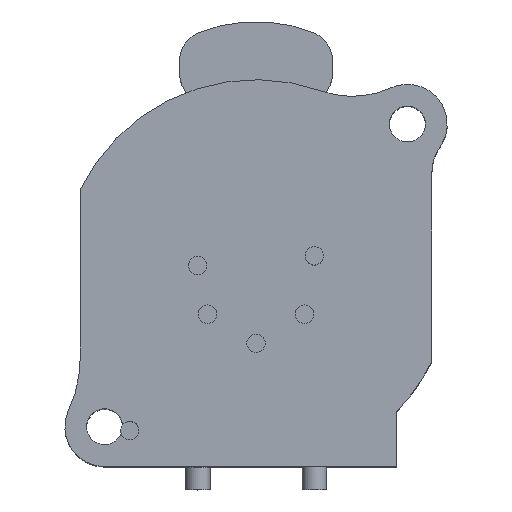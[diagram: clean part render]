
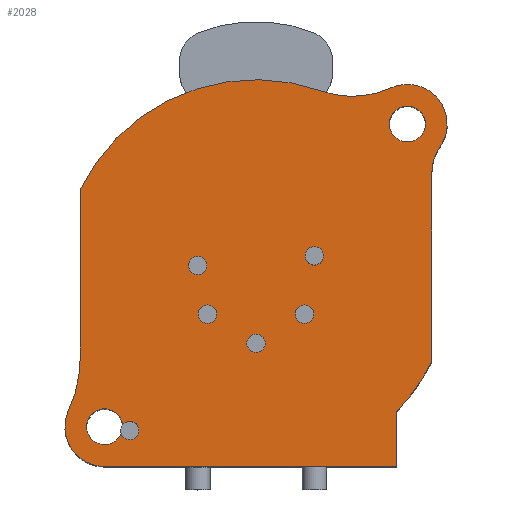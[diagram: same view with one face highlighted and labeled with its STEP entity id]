
A CAD part, top view. The second image highlights one B-rep face of the part: STEP entity #2028.
In plain terms, the highlighted planar face has unit normal (0, 0, 1).
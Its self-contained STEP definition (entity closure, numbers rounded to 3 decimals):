
#364=CARTESIAN_POINT('',(9.9,9.9,24.));
#365=DIRECTION('',(0.,0.,-1.));
#366=DIRECTION('',(1.,0.,0.));
#367=AXIS2_PLACEMENT_3D('',#364,#365,#366);
#372=CARTESIAN_POINT('',(9.9,9.9,24.));
#373=DIRECTION('',(0.,0.,-1.));
#374=DIRECTION('',(-1.,0.,0.));
#375=AXIS2_PLACEMENT_3D('',#372,#373,#374);
#380=DIRECTION('',(0.,-1.,0.));
#381=VECTOR('',#380,11.026);
#382=CARTESIAN_POINT('',(-11.5,5.62,24.));
#383=LINE('',#382,#381);
#387=CARTESIAN_POINT('',(0.,0.,24.));
#388=DIRECTION('',(0.,0.,1.));
#389=DIRECTION('',(0.335,0.942,0.));
#390=AXIS2_PLACEMENT_3D('',#387,#388,#389);
#395=CARTESIAN_POINT('',(6.303,17.712,24.));
#396=DIRECTION('',(0.,0.,-1.));
#397=DIRECTION('',(0.418,-0.908,0.));
#398=AXIS2_PLACEMENT_3D('',#395,#396,#397);
#403=CARTESIAN_POINT('',(9.9,9.9,24.));
#404=DIRECTION('',(0.,0.,1.));
#405=DIRECTION('',(0.821,-0.57,0.));
#406=AXIS2_PLACEMENT_3D('',#403,#404,#405);
#411=CARTESIAN_POINT('',(14.5,6.706,24.));
#412=DIRECTION('',(0.,0.,-1.));
#413=DIRECTION('',(-1.,0.,0.));
#414=AXIS2_PLACEMENT_3D('',#411,#412,#413);
#419=DIRECTION('',(0.,1.,0.));
#420=VECTOR('',#419,12.327);
#421=CARTESIAN_POINT('',(11.5,-5.62,24.));
#422=LINE('',#421,#420);
#426=CARTESIAN_POINT('',(0.,0.,24.));
#427=DIRECTION('',(0.,0.,1.));
#428=DIRECTION('',(0.719,-0.695,0.));
#429=AXIS2_PLACEMENT_3D('',#426,#427,#428);
#434=DIRECTION('',(0.,1.,0.));
#435=VECTOR('',#434,3.601);
#436=CARTESIAN_POINT('',(9.2,-12.5,24.));
#437=LINE('',#436,#435);
#441=DIRECTION('',(1.,0.,0.));
#442=VECTOR('',#441,19.1);
#443=CARTESIAN_POINT('',(-9.9,-12.5,24.));
#444=LINE('',#443,#442);
#448=CARTESIAN_POINT('',(-9.9,-9.9,24.));
#449=DIRECTION('',(0.,0.,1.));
#450=DIRECTION('',(-0.906,0.424,0.));
#451=AXIS2_PLACEMENT_3D('',#448,#449,#450);
#456=CARTESIAN_POINT('',(-19.5,-5.406,24.));
#457=DIRECTION('',(0.,0.,-1.));
#458=DIRECTION('',(1.,0.,0.));
#459=AXIS2_PLACEMENT_3D('',#456,#457,#458);
#464=CARTESIAN_POINT('',(-8.255,-10.16,24.));
#465=DIRECTION('',(0.,0.,-1.));
#466=DIRECTION('',(-0.791,0.611,0.));
#467=AXIS2_PLACEMENT_3D('',#464,#465,#466);
#472=CARTESIAN_POINT('',(-9.9,-9.9,24.));
#473=DIRECTION('',(0.,0.,-1.));
#474=DIRECTION('',(-1.,0.,0.));
#475=AXIS2_PLACEMENT_3D('',#472,#473,#474);
#480=CARTESIAN_POINT('',(-9.9,-9.9,24.));
#481=DIRECTION('',(0.,0.,-1.));
#482=DIRECTION('',(0.919,-0.394,0.));
#483=AXIS2_PLACEMENT_3D('',#480,#481,#482);
#488=CARTESIAN_POINT('',(-8.255,-10.16,24.));
#489=DIRECTION('',(0.,0.,-1.));
#490=DIRECTION('',(1.,0.,0.));
#491=AXIS2_PLACEMENT_3D('',#488,#489,#490);
#496=CARTESIAN_POINT('',(3.175,-2.54,24.));
#497=DIRECTION('',(0.,0.,-1.));
#498=DIRECTION('',(-1.,0.,0.));
#499=AXIS2_PLACEMENT_3D('',#496,#497,#498);
#504=CARTESIAN_POINT('',(3.175,-2.54,24.));
#505=DIRECTION('',(0.,0.,-1.));
#506=DIRECTION('',(1.,0.,0.));
#507=AXIS2_PLACEMENT_3D('',#504,#505,#506);
#512=CARTESIAN_POINT('',(0.,-4.445,24.));
#513=DIRECTION('',(0.,0.,-1.));
#514=DIRECTION('',(-1.,0.,0.));
#515=AXIS2_PLACEMENT_3D('',#512,#513,#514);
#520=CARTESIAN_POINT('',(0.,-4.445,24.));
#521=DIRECTION('',(0.,0.,-1.));
#522=DIRECTION('',(1.,0.,0.));
#523=AXIS2_PLACEMENT_3D('',#520,#521,#522);
#528=CARTESIAN_POINT('',(3.81,1.27,24.));
#529=DIRECTION('',(0.,0.,-1.));
#530=DIRECTION('',(-1.,0.,0.));
#531=AXIS2_PLACEMENT_3D('',#528,#529,#530);
#536=CARTESIAN_POINT('',(3.81,1.27,24.));
#537=DIRECTION('',(0.,0.,-1.));
#538=DIRECTION('',(1.,0.,0.));
#539=AXIS2_PLACEMENT_3D('',#536,#537,#538);
#544=CARTESIAN_POINT('',(-3.175,-2.54,24.));
#545=DIRECTION('',(0.,0.,-1.));
#546=DIRECTION('',(-1.,0.,0.));
#547=AXIS2_PLACEMENT_3D('',#544,#545,#546);
#552=CARTESIAN_POINT('',(-3.175,-2.54,24.));
#553=DIRECTION('',(0.,0.,-1.));
#554=DIRECTION('',(1.,0.,0.));
#555=AXIS2_PLACEMENT_3D('',#552,#553,#554);
#560=CARTESIAN_POINT('',(-3.81,0.635,24.));
#561=DIRECTION('',(0.,0.,-1.));
#562=DIRECTION('',(-1.,0.,0.));
#563=AXIS2_PLACEMENT_3D('',#560,#561,#562);
#568=CARTESIAN_POINT('',(-3.81,0.635,24.));
#569=DIRECTION('',(0.,0.,-1.));
#570=DIRECTION('',(1.,0.,0.));
#571=AXIS2_PLACEMENT_3D('',#568,#569,#570);
#1653=CARTESIAN_POINT('',(-11.5,5.62,24.));
#1654=CARTESIAN_POINT('',(-11.5,-5.406,24.));
#1655=VERTEX_POINT('',#1653);
#1656=VERTEX_POINT('',#1654);
#1657=CARTESIAN_POINT('',(-12.255,-8.798,24.));
#1658=CARTESIAN_POINT('',(-9.9,-12.5,24.));
#1659=VERTEX_POINT('',#1657);
#1660=VERTEX_POINT('',#1658);
#1661=CARTESIAN_POINT('',(9.2,-12.5,24.));
#1662=VERTEX_POINT('',#1661);
#1663=CARTESIAN_POINT('',(9.2,-8.899,24.));
#1664=VERTEX_POINT('',#1663);
#1665=CARTESIAN_POINT('',(11.5,-5.62,24.));
#1666=CARTESIAN_POINT('',(11.5,6.706,24.));
#1667=VERTEX_POINT('',#1665);
#1668=VERTEX_POINT('',#1666);
#1669=CARTESIAN_POINT('',(12.036,8.417,24.));
#1670=CARTESIAN_POINT('',(8.813,12.262,24.));
#1671=VERTEX_POINT('',#1669);
#1672=VERTEX_POINT('',#1670);
#1673=CARTESIAN_POINT('',(4.292,12.059,24.));
#1674=VERTEX_POINT('',#1673);
#1683=CARTESIAN_POINT('',(11.075,9.9,24.));
#1684=CARTESIAN_POINT('',(8.725,9.9,24.));
#1685=VERTEX_POINT('',#1683);
#1686=VERTEX_POINT('',#1684);
#1687=CARTESIAN_POINT('',(-11.075,-9.9,24.));
#1688=VERTEX_POINT('',#1687);
#1727=CARTESIAN_POINT('',(-7.655,-10.16,24.));
#1728=VERTEX_POINT('',#1727);
#1729=CARTESIAN_POINT('',(2.575,-2.54,24.));
#1730=VERTEX_POINT('',#1729);
#1731=CARTESIAN_POINT('',(3.775,-2.54,24.));
#1732=VERTEX_POINT('',#1731);
#1733=CARTESIAN_POINT('',(-0.6,-4.445,24.));
#1734=VERTEX_POINT('',#1733);
#1735=CARTESIAN_POINT('',(0.6,-4.445,24.));
#1736=VERTEX_POINT('',#1735);
#1863=CARTESIAN_POINT('',(-8.73,-9.793,24.));
#1864=VERTEX_POINT('',#1863);
#1865=CARTESIAN_POINT('',(-8.82,-10.362,24.));
#1866=VERTEX_POINT('',#1865);
#1867=CARTESIAN_POINT('',(3.21,1.27,24.));
#1868=CARTESIAN_POINT('',(4.41,1.27,24.));
#1869=VERTEX_POINT('',#1867);
#1870=VERTEX_POINT('',#1868);
#1871=CARTESIAN_POINT('',(-3.775,-2.54,24.));
#1872=CARTESIAN_POINT('',(-2.575,-2.54,24.));
#1873=VERTEX_POINT('',#1871);
#1874=VERTEX_POINT('',#1872);
#1875=CARTESIAN_POINT('',(-4.41,0.635,24.));
#1876=CARTESIAN_POINT('',(-3.21,0.635,24.));
#1877=VERTEX_POINT('',#1875);
#1878=VERTEX_POINT('',#1876);
#1955=CARTESIAN_POINT('',(0.,0.,24.));
#1956=DIRECTION('',(0.,0.,1.));
#1957=DIRECTION('',(1.,0.,0.));
#1958=AXIS2_PLACEMENT_3D('',#1955,#1956,#1957);
#1959=PLANE('',#1958);
#1961=ORIENTED_EDGE('',*,*,#1960,.F.);
#1963=ORIENTED_EDGE('',*,*,#1962,.F.);
#1965=ORIENTED_EDGE('',*,*,#1964,.F.);
#1967=ORIENTED_EDGE('',*,*,#1966,.F.);
#1969=ORIENTED_EDGE('',*,*,#1968,.F.);
#1971=ORIENTED_EDGE('',*,*,#1970,.F.);
#1973=ORIENTED_EDGE('',*,*,#1972,.F.);
#1975=ORIENTED_EDGE('',*,*,#1974,.F.);
#1977=ORIENTED_EDGE('',*,*,#1976,.F.);
#1979=ORIENTED_EDGE('',*,*,#1978,.F.);
#1981=ORIENTED_EDGE('',*,*,#1980,.F.);
#1982=EDGE_LOOP('',(#1961,#1963,#1965,#1967,#1969,#1971,#1973,#1975,#1977,#1979,
#1981));
#1983=FACE_OUTER_BOUND('',#1982,.F.);
#1984=ORIENTED_EDGE('',*,*,#1935,.F.);
#1985=ORIENTED_EDGE('',*,*,#1949,.F.);
#1986=EDGE_LOOP('',(#1984,#1985));
#1987=FACE_BOUND('',#1986,.F.);
#1989=ORIENTED_EDGE('',*,*,#1988,.F.);
#1991=ORIENTED_EDGE('',*,*,#1990,.F.);
#1993=ORIENTED_EDGE('',*,*,#1992,.F.);
#1995=ORIENTED_EDGE('',*,*,#1994,.F.);
#1996=EDGE_LOOP('',(#1989,#1991,#1993,#1995));
#1997=FACE_BOUND('',#1996,.F.);
#1999=ORIENTED_EDGE('',*,*,#1998,.F.);
#2001=ORIENTED_EDGE('',*,*,#2000,.F.);
#2002=EDGE_LOOP('',(#1999,#2001));
#2003=FACE_BOUND('',#2002,.F.);
#2005=ORIENTED_EDGE('',*,*,#2004,.F.);
#2007=ORIENTED_EDGE('',*,*,#2006,.F.);
#2008=EDGE_LOOP('',(#2005,#2007));
#2009=FACE_BOUND('',#2008,.F.);
#2011=ORIENTED_EDGE('',*,*,#2010,.F.);
#2013=ORIENTED_EDGE('',*,*,#2012,.F.);
#2014=EDGE_LOOP('',(#2011,#2013));
#2015=FACE_BOUND('',#2014,.F.);
#2017=ORIENTED_EDGE('',*,*,#2016,.F.);
#2019=ORIENTED_EDGE('',*,*,#2018,.F.);
#2020=EDGE_LOOP('',(#2017,#2019));
#2021=FACE_BOUND('',#2020,.F.);
#2023=ORIENTED_EDGE('',*,*,#2022,.F.);
#2025=ORIENTED_EDGE('',*,*,#2024,.F.);
#2026=EDGE_LOOP('',(#2023,#2025));
#2027=FACE_BOUND('',#2026,.F.);
#368=CIRCLE('',#367,1.175);
#376=CIRCLE('',#375,1.175);
#391=CIRCLE('',#390,12.8);
#399=CIRCLE('',#398,6.);
#407=CIRCLE('',#406,2.6);
#415=CIRCLE('',#414,3.);
#430=CIRCLE('',#429,12.8);
#452=CIRCLE('',#451,2.6);
#460=CIRCLE('',#459,8.);
#468=CIRCLE('',#467,0.6);
#476=CIRCLE('',#475,1.175);
#484=CIRCLE('',#483,1.175);
#492=CIRCLE('',#491,0.6);
#500=CIRCLE('',#499,0.6);
#508=CIRCLE('',#507,0.6);
#516=CIRCLE('',#515,0.6);
#524=CIRCLE('',#523,0.6);
#532=CIRCLE('',#531,0.6);
#540=CIRCLE('',#539,0.6);
#548=CIRCLE('',#547,0.6);
#556=CIRCLE('',#555,0.6);
#564=CIRCLE('',#563,0.6);
#572=CIRCLE('',#571,0.6);
#1935=EDGE_CURVE('',#1685,#1686,#368,.T.);
#1949=EDGE_CURVE('',#1686,#1685,#376,.T.);
#1960=EDGE_CURVE('',#1655,#1656,#383,.T.);
#1962=EDGE_CURVE('',#1674,#1655,#391,.T.);
#1964=EDGE_CURVE('',#1672,#1674,#399,.T.);
#1966=EDGE_CURVE('',#1671,#1672,#407,.T.);
#1968=EDGE_CURVE('',#1668,#1671,#415,.T.);
#1970=EDGE_CURVE('',#1667,#1668,#422,.T.);
#1972=EDGE_CURVE('',#1664,#1667,#430,.T.);
#1974=EDGE_CURVE('',#1662,#1664,#437,.T.);
#1976=EDGE_CURVE('',#1660,#1662,#444,.T.);
#1978=EDGE_CURVE('',#1659,#1660,#452,.T.);
#1980=EDGE_CURVE('',#1656,#1659,#460,.T.);
#1988=EDGE_CURVE('',#1864,#1728,#468,.T.);
#1990=EDGE_CURVE('',#1688,#1864,#476,.T.);
#1992=EDGE_CURVE('',#1866,#1688,#484,.T.);
#1994=EDGE_CURVE('',#1728,#1866,#492,.T.);
#1998=EDGE_CURVE('',#1730,#1732,#500,.T.);
#2000=EDGE_CURVE('',#1732,#1730,#508,.T.);
#2004=EDGE_CURVE('',#1734,#1736,#516,.T.);
#2006=EDGE_CURVE('',#1736,#1734,#524,.T.);
#2010=EDGE_CURVE('',#1869,#1870,#532,.T.);
#2012=EDGE_CURVE('',#1870,#1869,#540,.T.);
#2016=EDGE_CURVE('',#1873,#1874,#548,.T.);
#2018=EDGE_CURVE('',#1874,#1873,#556,.T.);
#2022=EDGE_CURVE('',#1877,#1878,#564,.T.);
#2024=EDGE_CURVE('',#1878,#1877,#572,.T.);
#2028=ADVANCED_FACE('',(#1983,#1987,#1997,#2003,#2009,#2015,#2021,#2027),#1959,
.T.);
